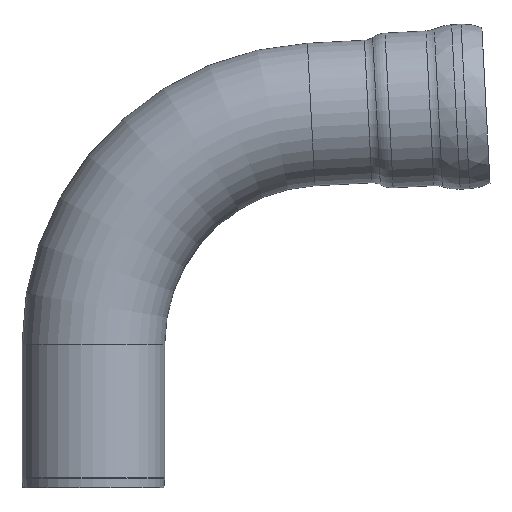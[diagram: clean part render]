
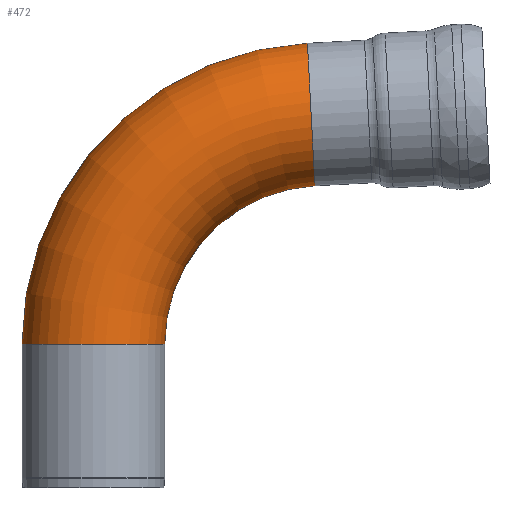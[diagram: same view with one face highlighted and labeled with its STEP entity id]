
A CAD part, front view. The second image highlights one B-rep face of the part: STEP entity #472.
In plain terms, the highlighted toroidal (fillet/blend) face has major radius 1175 mm and minor radius 365 mm.
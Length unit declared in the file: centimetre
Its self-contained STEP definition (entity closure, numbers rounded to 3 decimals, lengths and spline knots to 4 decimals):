
#87=FACE_OUTER_BOUND('',#116,.T.);
#116=EDGE_LOOP('',(#430,#431,#432,#433,#434,#435));
#123=CIRCLE('',#485,36.5);
#124=CIRCLE('',#486,36.5);
#173=CIRCLE('',#552,36.5);
#174=CIRCLE('',#553,36.5);
#176=CIRCLE('',#558,81.);
#182=VERTEX_POINT('',#760);
#183=VERTEX_POINT('',#761);
#221=VERTEX_POINT('',#983);
#222=VERTEX_POINT('',#984);
#230=EDGE_CURVE('',#182,#183,#123,.T.);
#231=EDGE_CURVE('',#183,#182,#124,.T.);
#289=EDGE_CURVE('',#221,#222,#173,.T.);
#290=EDGE_CURVE('',#222,#221,#174,.T.);
#293=EDGE_CURVE('',#221,#182,#176,.T.);
#430=ORIENTED_EDGE('',*,*,#289,.T.);
#431=ORIENTED_EDGE('',*,*,#290,.T.);
#432=ORIENTED_EDGE('',*,*,#293,.T.);
#433=ORIENTED_EDGE('',*,*,#230,.T.);
#434=ORIENTED_EDGE('',*,*,#231,.T.);
#435=ORIENTED_EDGE('',*,*,#293,.F.);
#445=TOROIDAL_SURFACE('',#557,117.5,36.5);
#472=ADVANCED_FACE('',(#87),#445,.T.);
#485=AXIS2_PLACEMENT_3D('',#762,#583,#584);
#486=AXIS2_PLACEMENT_3D('',#763,#585,#586);
#552=AXIS2_PLACEMENT_3D('',#985,#726,#727);
#553=AXIS2_PLACEMENT_3D('',#986,#728,#729);
#557=AXIS2_PLACEMENT_3D('',#991,#737,#738);
#558=AXIS2_PLACEMENT_3D('',#992,#739,#740);
#583=DIRECTION('center_axis',(0.,0.,
1.));
#584=DIRECTION('ref_axis',(-1.,0.,0.));
#585=DIRECTION('center_axis',(0.,0.,
1.));
#586=DIRECTION('ref_axis',(-1.,0.,0.));
#726=DIRECTION('center_axis',(-0.999,0.,
-0.052));
#727=DIRECTION('ref_axis',(-0.052,0.,0.999));
#728=DIRECTION('center_axis',(-0.999,0.,
-0.052));
#729=DIRECTION('ref_axis',(-0.052,0.,0.999));
#737=DIRECTION('center_axis',(0.,1.,0.));
#738=DIRECTION('ref_axis',(-1.,0.,0.));
#739=DIRECTION('center_axis',(0.,-1.,0.));
#740=DIRECTION('ref_axis',(-1.,0.,0.));
#760=CARTESIAN_POINT('',(-20.1187,-384.0055,-17.6603));
#761=CARTESIAN_POINT('',(-93.1187,-384.0055,-17.6603));
#762=CARTESIAN_POINT('Origin',(-56.6187,-384.0055,-17.6603));
#763=CARTESIAN_POINT('Origin',(-56.6187,-384.0055,-17.6603));
#983=CARTESIAN_POINT('',(56.6421,-384.0055,63.2287));
#984=CARTESIAN_POINT('',(52.8216,-384.0055,136.1286));
#985=CARTESIAN_POINT('Origin',(54.7318,-384.0055,99.6787));
#986=CARTESIAN_POINT('Origin',(54.7318,-384.0055,99.6787));
#991=CARTESIAN_POINT('Origin',(60.8813,-384.0055,-17.6603));
#992=CARTESIAN_POINT('Origin',(60.8813,-384.0055,-17.6603));
